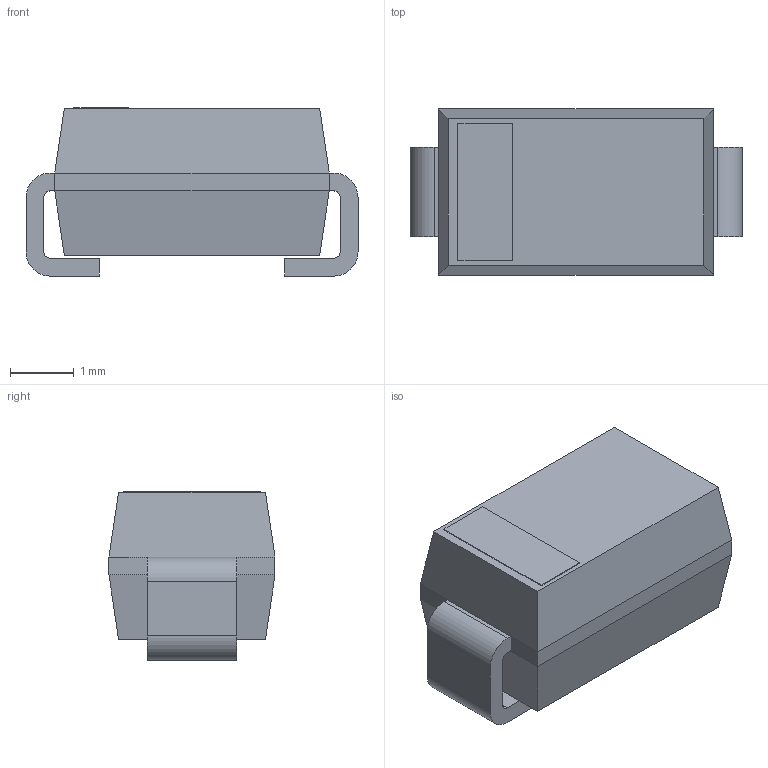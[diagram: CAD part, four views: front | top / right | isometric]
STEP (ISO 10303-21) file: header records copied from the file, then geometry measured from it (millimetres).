
FILE_DESCRIPTION(('Open CASCADE Model'),'2;1');
FILE_NAME('Open CASCADE Shape Model','2024-06-23T17:11:06',('Author'),('Open CASCADE'),'Open CASCADE STEP processor 7.7','Open CASCADE 7.7','Unknown');
FILE_SCHEMA(('AUTOMOTIVE_DESIGN { 1 0 10303 214 1 1 1 1 }'));
Length unit declared in the file: millimetre
Products named in the file (8): DIOM5226X240; body; body_part; bar; bar_part; leg-1; leg-1_part; leg-2
Assembly tree (8 placements, depth 3):
  DIOM5226X240
    body
      body_part
    bar
      bar_part
    leg-1
      leg-1_part
    leg-2
      leg-1_part
Bounding box: 5.2 x 2.6 x 2.63 mm (x, y, z)
Volume: 26.5 mm3; surface area: 78.3 mm2
Topology: 4 solids, 4 shells, 48 faces, 112 edges, 72 vertices
Faces by surface type: plane 40, bspline 8
Entity records: 802 total; most frequent: CARTESIAN_POINT 128, ORIENTED_EDGE 128, EDGE_CURVE 76, LINE 64, VERTEX_POINT 48, ADVANCED_FACE 34, FACE_BOUND 34, EDGE_LOOP 34
